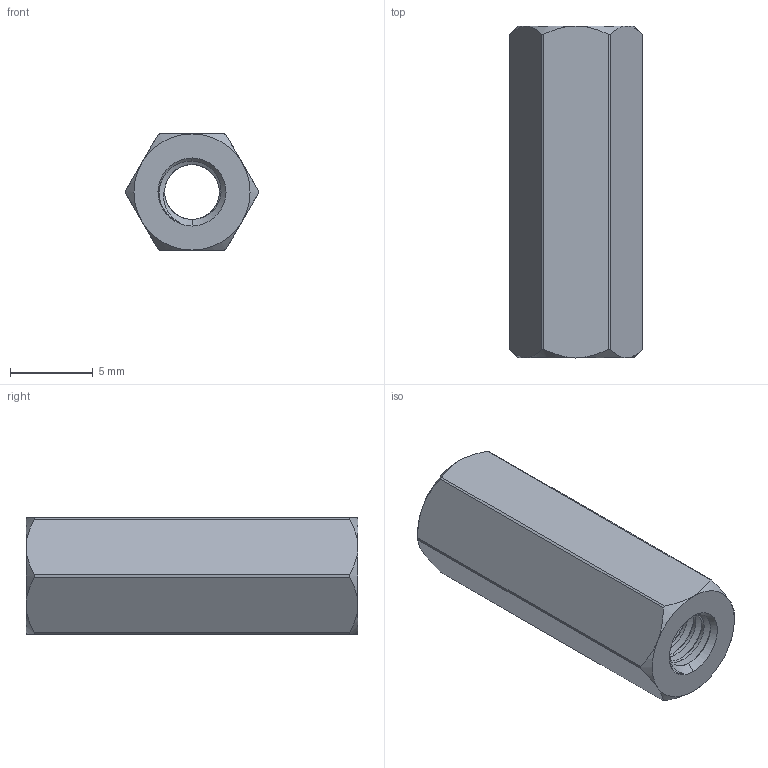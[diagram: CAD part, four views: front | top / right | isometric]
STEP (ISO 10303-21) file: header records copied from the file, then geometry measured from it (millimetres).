
FILE_DESCRIPTION (( 'STEP AP203' ), '1' );
FILE_NAME ('1516-4008-0200.STEP', '2023-02-10T19:44:41', ( '' ), ( '' ), 'SwSTEP 2.0', 'SolidWorks 2016', '' );
FILE_SCHEMA (( 'CONFIG_CONTROL_DESIGN' ));
Length unit declared in the file: millimetre
Products named in the file (1): 1516-4008-0200
Bounding box: 8 x 20 x 7 mm (x, y, z)
Volume: 644.2 mm3; surface area: 877.8 mm2
Topology: 1 solids, 1 shells, 173 faces, 498 edges, 327 vertices
Faces by surface type: cylinder 140, cone 19, plane 10, bspline 4
Entity records: 11662 total; most frequent: CARTESIAN_POINT 7855, ORIENTED_EDGE 996, DIRECTION 583, EDGE_CURVE 498, VERTEX_POINT 327, AXIS2_PLACEMENT_3D 216, EDGE_LOOP 175, ADVANCED_FACE 173
